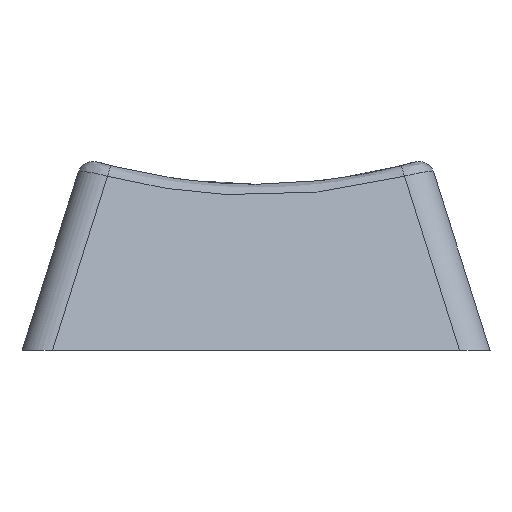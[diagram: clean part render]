
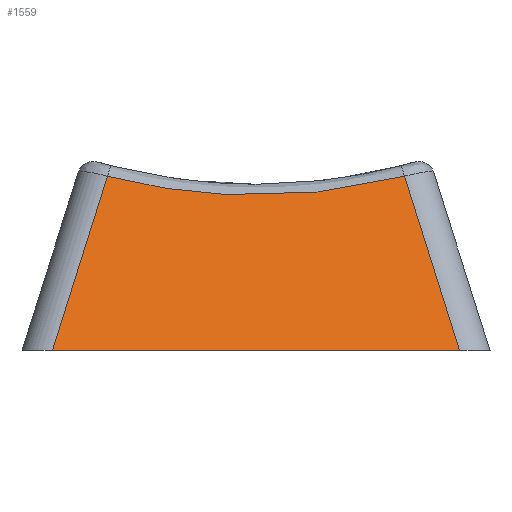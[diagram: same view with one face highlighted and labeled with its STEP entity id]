
A CAD part, left-side view. The second image highlights one B-rep face of the part: STEP entity #1559.
In plain terms, the highlighted planar face has unit normal (-0.95, 0, 0.312).
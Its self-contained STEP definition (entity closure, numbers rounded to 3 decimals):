
#1519=CARTESIAN_POINT('',(215.566,352.9,2.671));
#1520=DIRECTION('',(0.95,0.,-0.312));
#1521=DIRECTION('',(0.312,0.,0.95));
#1522=AXIS2_PLACEMENT_3D('',#1519,#1520,#1521);
#1523=PLANE('',#1522);
#1524=CARTESIAN_POINT('',(214.688,344.938,0.));
#1525=VERTEX_POINT('',#1524);
#1526=CARTESIAN_POINT('',(216.929,347.089,6.813));
#1527=VERTEX_POINT('',#1526);
#1528=CARTESIAN_POINT('',(214.688,344.938,-0.));
#1529=DIRECTION('',(0.299,0.287,0.91));
#1530=VECTOR('',#1529,7.488);
#1531=LINE('',#1528,#1530);
#1532=EDGE_CURVE('',#1525,#1527,#1531,.T.);
#1533=ORIENTED_EDGE('',*,*,#1532,.T.);
#1534=CARTESIAN_POINT('',(216.929,358.711,6.813));
#1535=VERTEX_POINT('',#1534);
#1536=CARTESIAN_POINT('',(224.288,352.9,29.184));
#1537=DIRECTION('',(0.95,0.,-0.312));
#1538=DIRECTION('',(0.312,0.,0.95));
#1539=AXIS2_PLACEMENT_3D('',#1536,#1537,#1538);
#1540=ELLIPSE('',#1539,24.332,23.114);
#1541=EDGE_CURVE('',#1527,#1535,#1540,.T.);
#1542=ORIENTED_EDGE('',*,*,#1541,.T.);
#1543=CARTESIAN_POINT('',(214.688,360.862,0.));
#1544=VERTEX_POINT('',#1543);
#1545=CARTESIAN_POINT('',(216.929,358.711,6.813));
#1546=DIRECTION('',(-0.299,0.287,-0.91));
#1547=VECTOR('',#1546,7.488);
#1548=LINE('',#1545,#1547);
#1549=EDGE_CURVE('',#1535,#1544,#1548,.T.);
#1550=ORIENTED_EDGE('',*,*,#1549,.T.);
#1551=CARTESIAN_POINT('',(214.688,344.938,0.));
#1552=DIRECTION('',(-0.,1.,-0.));
#1553=VECTOR('',#1552,15.925);
#1554=LINE('',#1551,#1553);
#1555=EDGE_CURVE('',#1525,#1544,#1554,.T.);
#1556=ORIENTED_EDGE('',*,*,#1555,.F.);
#1557=EDGE_LOOP('',(#1533,#1542,#1550,#1556));
#1558=FACE_BOUND('',#1557,.T.);
#1559=ADVANCED_FACE('',(#1558),#1523,.F.);
